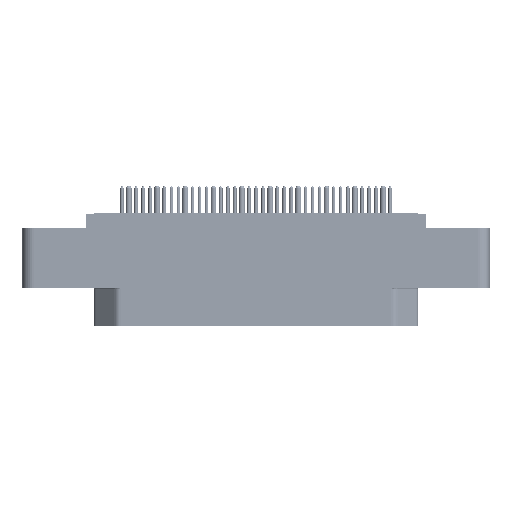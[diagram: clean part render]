
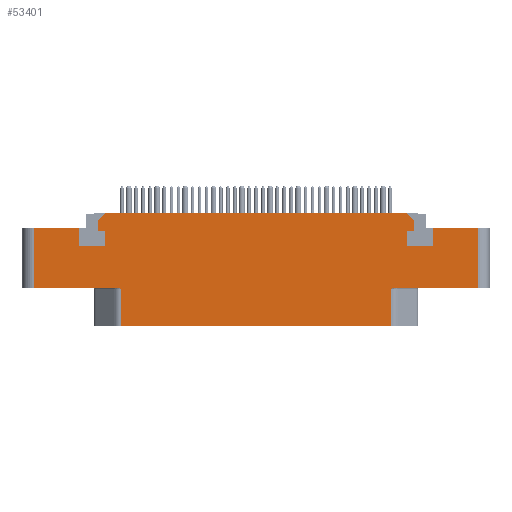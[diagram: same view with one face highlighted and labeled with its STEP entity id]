
A CAD part, top view. The second image highlights one B-rep face of the part: STEP entity #53401.
In plain terms, the highlighted planar face has unit normal (0, 0, 1).
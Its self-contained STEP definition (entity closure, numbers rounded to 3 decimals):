
#3095=DIRECTION('',(-1.,0.,0.));
#3096=VECTOR('',#3095,46.236);
#3097=CARTESIAN_POINT('',(23.118,-6.5,7.));
#3098=LINE('',#3097,#3096);
#3241=DIRECTION('',(0.,1.,0.));
#3242=VECTOR('',#3241,6.3);
#3243=CARTESIAN_POINT('',(23.118,-6.5,7.));
#3244=LINE('',#3243,#3242);
#3250=CARTESIAN_POINT('',(23.118,-0.2,7.));
#3251=CARTESIAN_POINT('',(23.14,-0.192,7.));
#3252=CARTESIAN_POINT('',(23.184,-0.176,7.));
#3253=CARTESIAN_POINT('',(23.251,-0.152,7.));
#3254=CARTESIAN_POINT('',(23.318,-0.128,7.));
#3255=CARTESIAN_POINT('',(23.385,-0.106,7.));
#3256=CARTESIAN_POINT('',(23.451,-0.085,7.));
#3257=CARTESIAN_POINT('',(23.515,-0.066,7.));
#3258=CARTESIAN_POINT('',(23.577,-0.049,7.));
#3259=CARTESIAN_POINT('',(23.636,-0.035,7.));
#3260=CARTESIAN_POINT('',(23.688,-0.024,7.));
#3261=CARTESIAN_POINT('',(23.734,-0.016,7.));
#3262=CARTESIAN_POINT('',(23.776,-0.01,7.));
#3263=CARTESIAN_POINT('',(23.814,-0.005,7.));
#3264=CARTESIAN_POINT('',(23.85,-0.002,7.));
#3265=CARTESIAN_POINT('',(23.884,0.,7.));
#3266=CARTESIAN_POINT('',(23.907,0.,7.));
#3267=CARTESIAN_POINT('',(23.918,0.,7.));
#3274=DIRECTION('',(1.,0.,0.));
#3275=VECTOR('',#3274,7.8);
#3276=CARTESIAN_POINT('',(-38.,10.25,7.));
#3277=LINE('',#3276,#3275);
#3278=DIRECTION('',(0.,-1.,0.));
#3279=VECTOR('',#3278,3.2);
#3280=CARTESIAN_POINT('',(-30.2,10.25,7.));
#3281=LINE('',#3280,#3279);
#3282=DIRECTION('',(1.,0.,0.));
#3283=VECTOR('',#3282,4.4);
#3284=CARTESIAN_POINT('',(-30.2,7.05,7.));
#3285=LINE('',#3284,#3283);
#3286=DIRECTION('',(0.,1.,0.));
#3287=VECTOR('',#3286,2.6);
#3288=CARTESIAN_POINT('',(-25.8,7.05,7.));
#3289=LINE('',#3288,#3287);
#3290=DIRECTION('',(-1.,0.,0.));
#3291=VECTOR('',#3290,1.2);
#3292=CARTESIAN_POINT('',(-25.8,9.65,7.));
#3293=LINE('',#3292,#3291);
#3294=DIRECTION('',(0.,-1.,0.));
#3295=VECTOR('',#3294,1.9);
#3296=CARTESIAN_POINT('',(-27.,11.55,7.));
#3297=LINE('',#3296,#3295);
#3298=DIRECTION('',(1.,0.,0.));
#3299=VECTOR('',#3298,51.6);
#3300=CARTESIAN_POINT('',(-25.8,12.75,7.));
#3301=LINE('',#3300,#3299);
#3302=DIRECTION('',(0.,-1.,0.));
#3303=VECTOR('',#3302,1.9);
#3304=CARTESIAN_POINT('',(27.,11.55,7.));
#3305=LINE('',#3304,#3303);
#3306=DIRECTION('',(-1.,0.,0.));
#3307=VECTOR('',#3306,1.2);
#3308=CARTESIAN_POINT('',(27.,9.65,7.));
#3309=LINE('',#3308,#3307);
#3310=DIRECTION('',(0.,-1.,0.));
#3311=VECTOR('',#3310,2.6);
#3312=CARTESIAN_POINT('',(25.8,9.65,7.));
#3313=LINE('',#3312,#3311);
#3314=DIRECTION('',(1.,0.,0.));
#3315=VECTOR('',#3314,4.4);
#3316=CARTESIAN_POINT('',(25.8,7.05,7.));
#3317=LINE('',#3316,#3315);
#3318=DIRECTION('',(0.,1.,0.));
#3319=VECTOR('',#3318,3.2);
#3320=CARTESIAN_POINT('',(30.2,7.05,7.));
#3321=LINE('',#3320,#3319);
#3322=DIRECTION('',(1.,0.,0.));
#3323=VECTOR('',#3322,7.8);
#3324=CARTESIAN_POINT('',(30.2,10.25,7.));
#3325=LINE('',#3324,#3323);
#3326=DIRECTION('',(1.,0.,0.));
#3327=VECTOR('',#3326,14.082);
#3328=CARTESIAN_POINT('',(23.918,0.,7.));
#3329=LINE('',#3328,#3327);
#3355=DIRECTION('',(0.,1.,0.));
#3356=VECTOR('',#3355,10.25);
#3357=CARTESIAN_POINT('',(38.,0.,7.));
#3358=LINE('',#3357,#3356);
#3651=DIRECTION('',(0.707,-0.707,0.));
#3652=VECTOR('',#3651,1.697);
#3653=CARTESIAN_POINT('',(25.8,12.75,7.));
#3654=LINE('',#3653,#3652);
#5405=DIRECTION('',(-0.707,-0.707,0.));
#5406=VECTOR('',#5405,1.697);
#5407=CARTESIAN_POINT('',(-25.8,12.75,7.));
#5408=LINE('',#5407,#5406);
#5527=DIRECTION('',(0.,-1.,0.));
#5528=VECTOR('',#5527,10.25);
#5529=CARTESIAN_POINT('',(-38.,10.25,7.));
#5530=LINE('',#5529,#5528);
#5562=DIRECTION('',(1.,0.,0.));
#5563=VECTOR('',#5562,14.082);
#5564=CARTESIAN_POINT('',(-38.,0.,7.));
#5565=LINE('',#5564,#5563);
#5677=CARTESIAN_POINT('',(-23.918,0.,7.));
#5678=CARTESIAN_POINT('',(-23.907,0.,7.));
#5679=CARTESIAN_POINT('',(-23.884,0.,7.));
#5680=CARTESIAN_POINT('',(-23.85,-0.002,7.));
#5681=CARTESIAN_POINT('',(-23.814,-0.005,7.));
#5682=CARTESIAN_POINT('',(-23.776,-0.01,7.));
#5683=CARTESIAN_POINT('',(-23.734,-0.016,7.));
#5684=CARTESIAN_POINT('',(-23.688,-0.024,7.));
#5685=CARTESIAN_POINT('',(-23.636,-0.035,7.));
#5686=CARTESIAN_POINT('',(-23.577,-0.049,7.));
#5687=CARTESIAN_POINT('',(-23.515,-0.066,7.));
#5688=CARTESIAN_POINT('',(-23.451,-0.085,7.));
#5689=CARTESIAN_POINT('',(-23.385,-0.106,7.));
#5690=CARTESIAN_POINT('',(-23.318,-0.128,7.));
#5691=CARTESIAN_POINT('',(-23.251,-0.152,7.));
#5692=CARTESIAN_POINT('',(-23.184,-0.176,7.));
#5693=CARTESIAN_POINT('',(-23.14,-0.192,7.));
#5694=CARTESIAN_POINT('',(-23.118,-0.2,7.));
#5696=DIRECTION('',(0.,1.,0.));
#5697=VECTOR('',#5696,6.3);
#5698=CARTESIAN_POINT('',(-23.118,-6.5,7.));
#5699=LINE('',#5698,#5697);
#40188=CARTESIAN_POINT('',(-30.2,10.25,7.));
#40189=CARTESIAN_POINT('',(-30.2,7.05,7.));
#40190=VERTEX_POINT('',#40188);
#40191=VERTEX_POINT('',#40189);
#40192=CARTESIAN_POINT('',(-25.8,7.05,7.));
#40193=VERTEX_POINT('',#40192);
#40194=CARTESIAN_POINT('',(-25.8,9.65,7.));
#40195=VERTEX_POINT('',#40194);
#40196=CARTESIAN_POINT('',(-27.,9.65,7.));
#40197=VERTEX_POINT('',#40196);
#40198=CARTESIAN_POINT('',(27.,9.65,7.));
#40199=CARTESIAN_POINT('',(25.8,9.65,7.));
#40200=VERTEX_POINT('',#40198);
#40201=VERTEX_POINT('',#40199);
#40202=CARTESIAN_POINT('',(25.8,7.05,7.));
#40203=VERTEX_POINT('',#40202);
#40204=CARTESIAN_POINT('',(30.2,7.05,7.));
#40205=VERTEX_POINT('',#40204);
#40206=CARTESIAN_POINT('',(30.2,10.25,7.));
#40207=VERTEX_POINT('',#40206);
#40212=CARTESIAN_POINT('',(-27.,11.55,7.));
#40214=VERTEX_POINT('',#40212);
#40216=CARTESIAN_POINT('',(-25.8,12.75,7.));
#40217=VERTEX_POINT('',#40216);
#40218=CARTESIAN_POINT('',(27.,11.55,7.));
#40220=VERTEX_POINT('',#40218);
#40222=CARTESIAN_POINT('',(25.8,12.75,7.));
#40223=VERTEX_POINT('',#40222);
#40300=CARTESIAN_POINT('',(38.,0.,7.));
#40301=CARTESIAN_POINT('',(38.,10.25,7.));
#40302=VERTEX_POINT('',#40300);
#40303=VERTEX_POINT('',#40301);
#40308=CARTESIAN_POINT('',(-38.,10.25,7.));
#40309=CARTESIAN_POINT('',(-38.,0.,7.));
#40310=VERTEX_POINT('',#40308);
#40311=VERTEX_POINT('',#40309);
#40533=CARTESIAN_POINT('',(23.118,-6.5,7.));
#40535=VERTEX_POINT('',#40533);
#40536=CARTESIAN_POINT('',(-23.118,-6.5,7.));
#40538=VERTEX_POINT('',#40536);
#40568=CARTESIAN_POINT('',(-23.118,-0.2,7.));
#40569=VERTEX_POINT('',#40568);
#40570=CARTESIAN_POINT('',(-23.918,0.,7.));
#40571=VERTEX_POINT('',#40570);
#40572=CARTESIAN_POINT('',(23.118,-0.2,7.));
#40574=VERTEX_POINT('',#40572);
#40576=CARTESIAN_POINT('',(23.918,0.,7.));
#40578=VERTEX_POINT('',#40576);
#53349=CARTESIAN_POINT('',(0.,0.,7.));
#53350=DIRECTION('',(0.,0.,-1.));
#53351=DIRECTION('',(-1.,0.,0.));
#53352=AXIS2_PLACEMENT_3D('',#53349,#53350,#53351);
#53353=PLANE('',#53352);
#53355=ORIENTED_EDGE('',*,*,#53354,.F.);
#53356=ORIENTED_EDGE('',*,*,#53341,.F.);
#53357=ORIENTED_EDGE('',*,*,#53330,.F.);
#53358=ORIENTED_EDGE('',*,*,#53180,.T.);
#53360=ORIENTED_EDGE('',*,*,#53359,.T.);
#53362=ORIENTED_EDGE('',*,*,#53361,.F.);
#53364=ORIENTED_EDGE('',*,*,#53363,.F.);
#53366=ORIENTED_EDGE('',*,*,#53365,.F.);
#53368=ORIENTED_EDGE('',*,*,#53367,.T.);
#53370=ORIENTED_EDGE('',*,*,#53369,.T.);
#53372=ORIENTED_EDGE('',*,*,#53371,.T.);
#53374=ORIENTED_EDGE('',*,*,#53373,.T.);
#53376=ORIENTED_EDGE('',*,*,#53375,.T.);
#53378=ORIENTED_EDGE('',*,*,#53377,.F.);
#53380=ORIENTED_EDGE('',*,*,#53379,.F.);
#53382=ORIENTED_EDGE('',*,*,#53381,.T.);
#53384=ORIENTED_EDGE('',*,*,#53383,.T.);
#53386=ORIENTED_EDGE('',*,*,#53385,.T.);
#53388=ORIENTED_EDGE('',*,*,#53387,.T.);
#53390=ORIENTED_EDGE('',*,*,#53389,.T.);
#53392=ORIENTED_EDGE('',*,*,#53391,.T.);
#53394=ORIENTED_EDGE('',*,*,#53393,.T.);
#53396=ORIENTED_EDGE('',*,*,#53395,.T.);
#53398=ORIENTED_EDGE('',*,*,#53397,.F.);
#53399=EDGE_LOOP('',(#53355,#53356,#53357,#53358,#53360,#53362,#53364,#53366,
#53368,#53370,#53372,#53374,#53376,#53378,#53380,#53382,#53384,#53386,#53388,
#53390,#53392,#53394,#53396,#53398));
#53400=FACE_OUTER_BOUND('',#53399,.F.);
#53401=ADVANCED_FACE('',(#53400),#53353,.F.);
#3268=B_SPLINE_CURVE_WITH_KNOTS('',3,(#3250,#3251,#3252,#3253,#3254,#3255,#3256,
#3257,#3258,#3259,#3260,#3261,#3262,#3263,#3264,#3265,#3266,#3267),
.UNSPECIFIED.,.F.,.F.,(4,1,1,1,1,1,1,1,1,1,1,1,1,1,1,4),(0.,0.067,
0.133,0.2,0.267,0.333,0.4,
0.467,0.533,0.6,0.667,0.733,
0.8,0.867,0.933,1.),.UNSPECIFIED.);
#5695=B_SPLINE_CURVE_WITH_KNOTS('',3,(#5677,#5678,#5679,#5680,#5681,#5682,#5683,
#5684,#5685,#5686,#5687,#5688,#5689,#5690,#5691,#5692,#5693,#5694),
.UNSPECIFIED.,.F.,.F.,(4,1,1,1,1,1,1,1,1,1,1,1,1,1,1,4),(0.,0.067,
0.133,0.2,0.267,0.333,0.4,
0.467,0.533,0.6,0.667,0.733,
0.8,0.867,0.933,1.),.UNSPECIFIED.);
#53180=EDGE_CURVE('',#40535,#40538,#3098,.T.);
#53330=EDGE_CURVE('',#40535,#40574,#3244,.T.);
#53341=EDGE_CURVE('',#40574,#40578,#3268,.T.);
#53354=EDGE_CURVE('',#40578,#40302,#3329,.T.);
#53359=EDGE_CURVE('',#40538,#40569,#5699,.T.);
#53361=EDGE_CURVE('',#40571,#40569,#5695,.T.);
#53363=EDGE_CURVE('',#40311,#40571,#5565,.T.);
#53365=EDGE_CURVE('',#40310,#40311,#5530,.T.);
#53367=EDGE_CURVE('',#40310,#40190,#3277,.T.);
#53369=EDGE_CURVE('',#40190,#40191,#3281,.T.);
#53371=EDGE_CURVE('',#40191,#40193,#3285,.T.);
#53373=EDGE_CURVE('',#40193,#40195,#3289,.T.);
#53375=EDGE_CURVE('',#40195,#40197,#3293,.T.);
#53377=EDGE_CURVE('',#40214,#40197,#3297,.T.);
#53379=EDGE_CURVE('',#40217,#40214,#5408,.T.);
#53381=EDGE_CURVE('',#40217,#40223,#3301,.T.);
#53383=EDGE_CURVE('',#40223,#40220,#3654,.T.);
#53385=EDGE_CURVE('',#40220,#40200,#3305,.T.);
#53387=EDGE_CURVE('',#40200,#40201,#3309,.T.);
#53389=EDGE_CURVE('',#40201,#40203,#3313,.T.);
#53391=EDGE_CURVE('',#40203,#40205,#3317,.T.);
#53393=EDGE_CURVE('',#40205,#40207,#3321,.T.);
#53395=EDGE_CURVE('',#40207,#40303,#3325,.T.);
#53397=EDGE_CURVE('',#40302,#40303,#3358,.T.);
